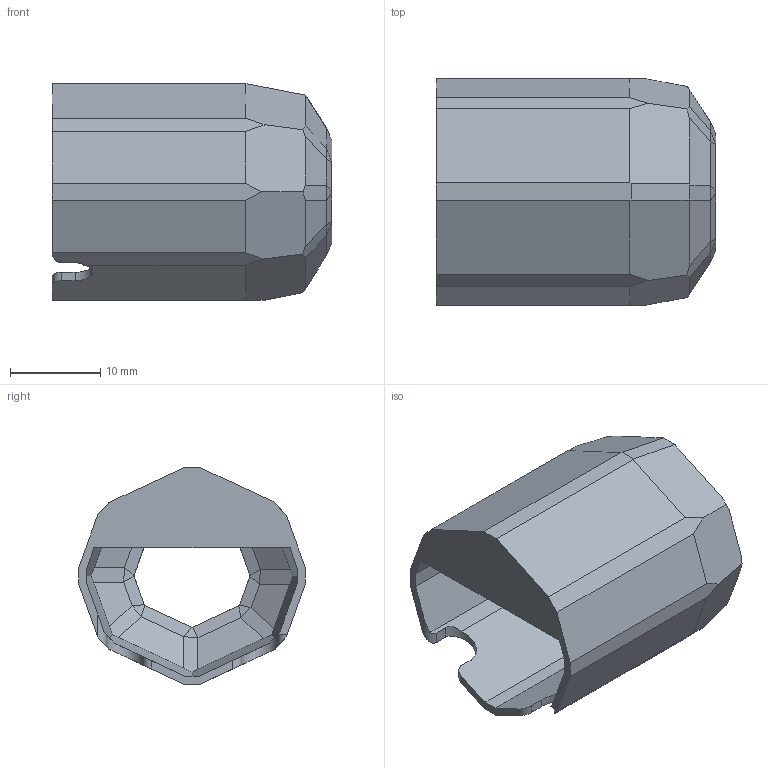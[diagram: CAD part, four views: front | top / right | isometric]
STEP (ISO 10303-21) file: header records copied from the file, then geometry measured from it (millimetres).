
FILE_DESCRIPTION(/* description */ (''),/* implementation_level */ '2;1');
FILE_NAME(/* name */ 'Gem.step',/* time_stamp */ '2024-08-14T21:28:11+08:00',/* author */ (''),/* organization */ (''),/* preprocessor_version */ 'ST-DEVELOPER v20',/* originating_system */ 'Autodesk Translation Framework v13.14.0.145',/* authorisation */ '');
FILE_SCHEMA (('AUTOMOTIVE_DESIGN { 1 0 10303 214 3 1 1 }'));
Length unit declared in the file: millimetre
Products named in the file (1): Wand
Bounding box: 31 x 25.13 x 23.99 mm (x, y, z)
Volume: 1926.2 mm3; surface area: 5050.3 mm2
Topology: 1 solids, 1 shells, 145 faces, 397 edges, 254 vertices
Faces by surface type: plane 135, cylinder 10
Full cylindrical faces by diameter (mm): 2 x2
Entity records: 4511 total; most frequent: CARTESIAN_POINT 797, ORIENTED_EDGE 794, DIRECTION 719, EDGE_CURVE 397, LINE 367, VECTOR 367, VERTEX_POINT 254, AXIS2_PLACEMENT_3D 176
